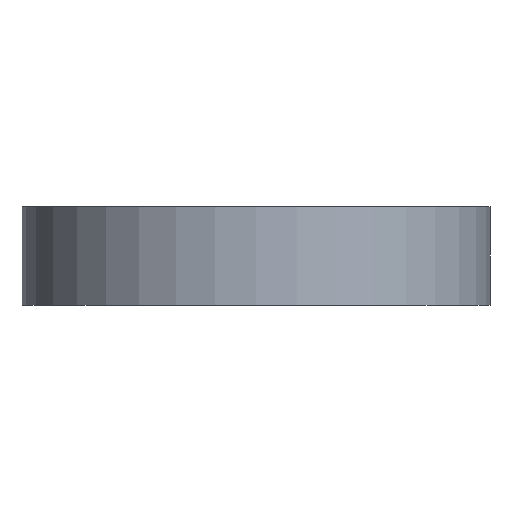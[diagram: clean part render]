
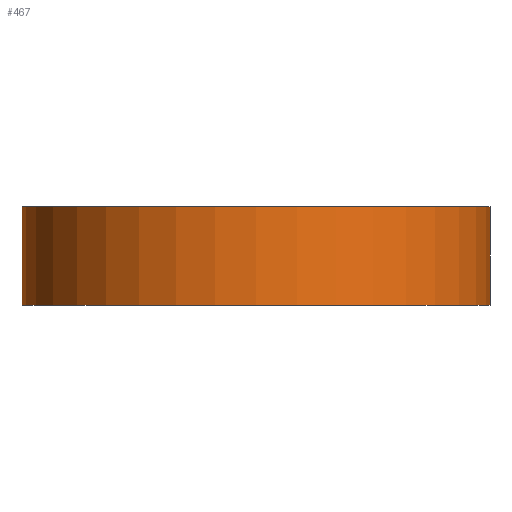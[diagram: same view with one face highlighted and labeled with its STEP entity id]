
A CAD part, front view. The second image highlights one B-rep face of the part: STEP entity #467.
In plain terms, the highlighted cylindrical face has radius 47.5 mm (diameter 95 mm), a full revolution.
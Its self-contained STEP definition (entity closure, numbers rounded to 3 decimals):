
#53=LINE('',#882,#65);
#65=VECTOR('',#737,47.5);
#77=CYLINDRICAL_SURFACE('',#563,47.5);
#106=FACE_OUTER_BOUND('',#147,.T.);
#147=EDGE_LOOP('',(#412,#413,#414,#415));
#164=CIRCLE('',#497,47.5);
#206=CIRCLE('',#564,47.5);
#212=VERTEX_POINT('',#772);
#245=VERTEX_POINT('',#881);
#253=EDGE_CURVE('',#212,#212,#164,.T.);
#304=EDGE_CURVE('',#212,#245,#53,.T.);
#305=EDGE_CURVE('',#245,#245,#206,.T.);
#412=ORIENTED_EDGE('',*,*,#253,.F.);
#413=ORIENTED_EDGE('',*,*,#304,.T.);
#414=ORIENTED_EDGE('',*,*,#305,.T.);
#415=ORIENTED_EDGE('',*,*,#304,.F.);
#467=ADVANCED_FACE('',(#106),#77,.T.);
#497=AXIS2_PLACEMENT_3D('',#773,#594,#595);
#563=AXIS2_PLACEMENT_3D('',#880,#735,#736);
#564=AXIS2_PLACEMENT_3D('',#883,#738,#739);
#594=DIRECTION('center_axis',(0.,0.,1.));
#595=DIRECTION('ref_axis',(1.,0.,0.));
#735=DIRECTION('center_axis',(0.,0.,1.));
#736=DIRECTION('ref_axis',(1.,0.,0.));
#737=DIRECTION('',(0.,0.,-1.));
#738=DIRECTION('center_axis',(0.,0.,1.));
#739=DIRECTION('ref_axis',(1.,0.,0.));
#772=CARTESIAN_POINT('',(-47.5,0.,20.));
#773=CARTESIAN_POINT('Origin',(0.,0.,20.));
#880=CARTESIAN_POINT('Origin',(0.,0.,0.));
#881=CARTESIAN_POINT('',(-47.5,0.,0.));
#882=CARTESIAN_POINT('',(-47.5,0.,0.));
#883=CARTESIAN_POINT('Origin',(0.,0.,0.));
